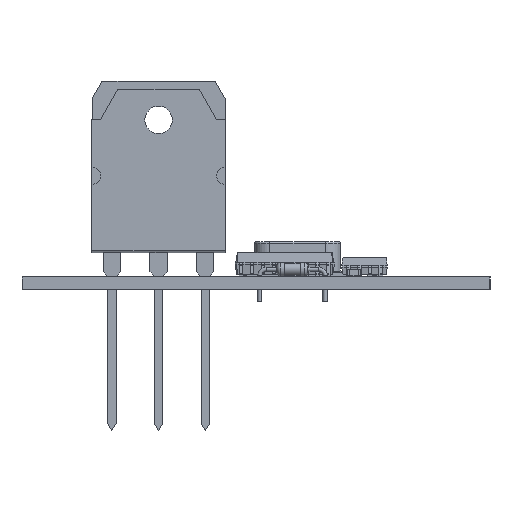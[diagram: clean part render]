
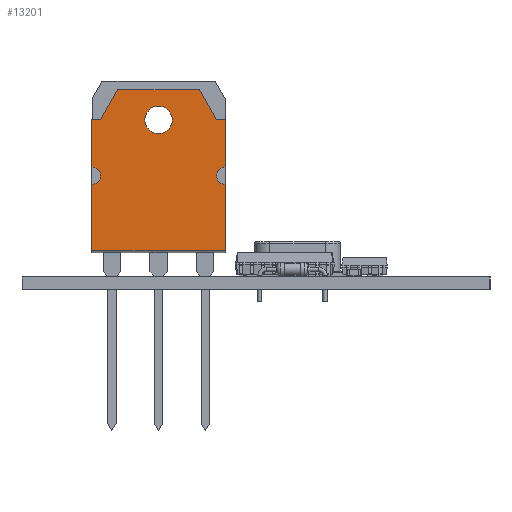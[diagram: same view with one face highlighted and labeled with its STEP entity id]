
A CAD part, left-side view. The second image highlights one B-rep face of the part: STEP entity #13201.
In plain terms, the highlighted face is planar.
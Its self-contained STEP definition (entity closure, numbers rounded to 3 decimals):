
#13001 = VERTEX_POINT('',#13002);
#13002 = CARTESIAN_POINT('',(-2.305,-1.4,2.95));
#13025 = VERTEX_POINT('',#13026);
#13026 = CARTESIAN_POINT('',(-2.305,-1.4,18.2));
#13032 = EDGE_CURVE('',#13033,#13025,#13035,.T.);
#13033 = VERTEX_POINT('',#13034);
#13034 = CARTESIAN_POINT('',(-2.305,-1.4,12.7));
#13035 = LINE('',#13036,#13037);
#13036 = CARTESIAN_POINT('',(-2.305,-1.4,2.95));
#13037 = VECTOR('',#13038,1.);
#13038 = DIRECTION('',(0.,0.,1.));
#13057 = VERTEX_POINT('',#13058);
#13058 = CARTESIAN_POINT('',(-2.305,-1.4,10.7));
#13064 = EDGE_CURVE('',#13001,#13057,#13065,.T.);
#13065 = LINE('',#13066,#13067);
#13066 = CARTESIAN_POINT('',(-2.305,-1.4,2.95));
#13067 = VECTOR('',#13068,1.);
#13068 = DIRECTION('',(0.,0.,1.));
#13184 = VERTEX_POINT('',#13185);
#13185 = CARTESIAN_POINT('',(13.205,-1.4,2.95));
#13191 = EDGE_CURVE('',#13001,#13184,#13192,.T.);
#13192 = LINE('',#13193,#13194);
#13193 = CARTESIAN_POINT('',(-2.305,-1.4,2.95));
#13194 = VECTOR('',#13195,1.);
#13195 = DIRECTION('',(1.,0.,0.));
#13201 = ADVANCED_FACE('',(#13202,#13277),#13288,.T.);
#13202 = FACE_BOUND('',#13203,.T.);
#13203 = EDGE_LOOP('',(#13204,#13205,#13206,#13214,#13223,#13231,#13239,
    #13247,#13255,#13263,#13269,#13270));
#13204 = ORIENTED_EDGE('',*,*,#13064,.F.);
#13205 = ORIENTED_EDGE('',*,*,#13191,.T.);
#13206 = ORIENTED_EDGE('',*,*,#13207,.T.);
#13207 = EDGE_CURVE('',#13184,#13208,#13210,.T.);
#13208 = VERTEX_POINT('',#13209);
#13209 = CARTESIAN_POINT('',(13.205,-1.4,10.7));
#13210 = LINE('',#13211,#13212);
#13211 = CARTESIAN_POINT('',(13.205,-1.4,2.95));
#13212 = VECTOR('',#13213,1.);
#13213 = DIRECTION('',(0.,0.,1.));
#13214 = ORIENTED_EDGE('',*,*,#13215,.F.);
#13215 = EDGE_CURVE('',#13216,#13208,#13218,.T.);
#13216 = VERTEX_POINT('',#13217);
#13217 = CARTESIAN_POINT('',(13.205,-1.4,12.7));
#13218 = CIRCLE('',#13219,1.);
#13219 = AXIS2_PLACEMENT_3D('',#13220,#13221,#13222);
#13220 = CARTESIAN_POINT('',(13.205,-1.4,11.7));
#13221 = DIRECTION('',(0.,-1.,0.));
#13222 = DIRECTION('',(0.,0.,-1.));
#13223 = ORIENTED_EDGE('',*,*,#13224,.T.);
#13224 = EDGE_CURVE('',#13216,#13225,#13227,.T.);
#13225 = VERTEX_POINT('',#13226);
#13226 = CARTESIAN_POINT('',(13.205,-1.4,18.2));
#13227 = LINE('',#13228,#13229);
#13228 = CARTESIAN_POINT('',(13.205,-1.4,2.95));
#13229 = VECTOR('',#13230,1.);
#13230 = DIRECTION('',(0.,0.,1.));
#13231 = ORIENTED_EDGE('',*,*,#13232,.T.);
#13232 = EDGE_CURVE('',#13225,#13233,#13235,.T.);
#13233 = VERTEX_POINT('',#13234);
#13234 = CARTESIAN_POINT('',(12.205,-1.4,18.2));
#13235 = LINE('',#13236,#13237);
#13236 = CARTESIAN_POINT('',(13.205,-1.4,18.2));
#13237 = VECTOR('',#13238,1.);
#13238 = DIRECTION('',(-1.,0.,0.));
#13239 = ORIENTED_EDGE('',*,*,#13240,.T.);
#13240 = EDGE_CURVE('',#13233,#13241,#13243,.T.);
#13241 = VERTEX_POINT('',#13242);
#13242 = CARTESIAN_POINT('',(10.205,-1.4,21.7));
#13243 = LINE('',#13244,#13245);
#13244 = CARTESIAN_POINT('',(12.205,-1.4,18.2));
#13245 = VECTOR('',#13246,1.);
#13246 = DIRECTION('',(-0.496,0.,0.868
    ));
#13247 = ORIENTED_EDGE('',*,*,#13248,.F.);
#13248 = EDGE_CURVE('',#13249,#13241,#13251,.T.);
#13249 = VERTEX_POINT('',#13250);
#13250 = CARTESIAN_POINT('',(0.695,-1.4,21.7));
#13251 = LINE('',#13252,#13253);
#13252 = CARTESIAN_POINT('',(-2.305,-1.4,21.7));
#13253 = VECTOR('',#13254,1.);
#13254 = DIRECTION('',(1.,0.,0.));
#13255 = ORIENTED_EDGE('',*,*,#13256,.T.);
#13256 = EDGE_CURVE('',#13249,#13257,#13259,.T.);
#13257 = VERTEX_POINT('',#13258);
#13258 = CARTESIAN_POINT('',(-1.305,-1.4,18.2));
#13259 = LINE('',#13260,#13261);
#13260 = CARTESIAN_POINT('',(0.695,-1.4,21.7));
#13261 = VECTOR('',#13262,1.);
#13262 = DIRECTION('',(-0.496,0.,
    -0.868));
#13263 = ORIENTED_EDGE('',*,*,#13264,.T.);
#13264 = EDGE_CURVE('',#13257,#13025,#13265,.T.);
#13265 = LINE('',#13266,#13267);
#13266 = CARTESIAN_POINT('',(-1.305,-1.4,18.2));
#13267 = VECTOR('',#13268,1.);
#13268 = DIRECTION('',(-1.,0.,0.));
#13269 = ORIENTED_EDGE('',*,*,#13032,.F.);
#13270 = ORIENTED_EDGE('',*,*,#13271,.F.);
#13271 = EDGE_CURVE('',#13057,#13033,#13272,.T.);
#13272 = CIRCLE('',#13273,1.);
#13273 = AXIS2_PLACEMENT_3D('',#13274,#13275,#13276);
#13274 = CARTESIAN_POINT('',(-2.305,-1.4,11.7));
#13275 = DIRECTION('',(0.,-1.,0.));
#13276 = DIRECTION('',(0.,0.,-1.));
#13277 = FACE_BOUND('',#13278,.T.);
#13278 = EDGE_LOOP('',(#13279));
#13279 = ORIENTED_EDGE('',*,*,#13280,.F.);
#13280 = EDGE_CURVE('',#13281,#13281,#13283,.T.);
#13281 = VERTEX_POINT('',#13282);
#13282 = CARTESIAN_POINT('',(5.45,-1.4,16.6));
#13283 = CIRCLE('',#13284,1.6);
#13284 = AXIS2_PLACEMENT_3D('',#13285,#13286,#13287);
#13285 = CARTESIAN_POINT('',(5.45,-1.4,18.2));
#13286 = DIRECTION('',(0.,-1.,0.));
#13287 = DIRECTION('',(0.,0.,-1.));
#13288 = PLANE('',#13289);
#13289 = AXIS2_PLACEMENT_3D('',#13290,#13291,#13292);
#13290 = CARTESIAN_POINT('',(-2.305,-1.4,2.95));
#13291 = DIRECTION('',(0.,-1.,0.));
#13292 = DIRECTION('',(0.,0.,1.));
